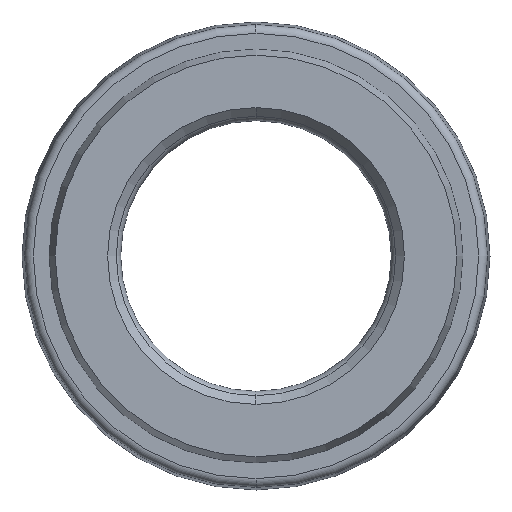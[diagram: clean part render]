
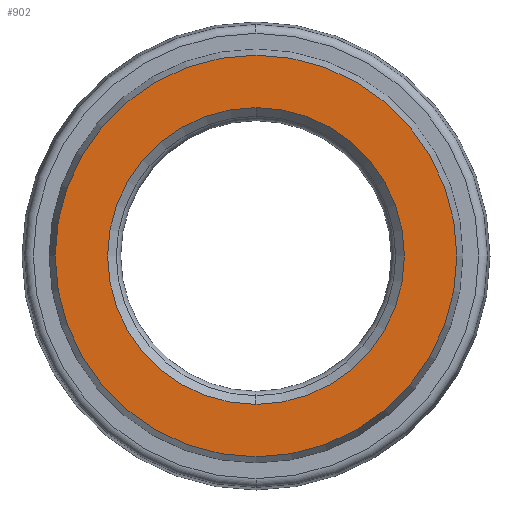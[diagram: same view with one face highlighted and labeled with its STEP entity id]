
A CAD part, left-side view. The second image highlights one B-rep face of the part: STEP entity #902.
In plain terms, the highlighted planar face has unit normal (-1, 0, 0).
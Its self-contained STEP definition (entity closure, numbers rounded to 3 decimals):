
#20 = AXIS2_PLACEMENT_3D ( 'NONE', #721, #747, #741 ) ;
#45 = AXIS2_PLACEMENT_3D ( 'NONE', #1011, #1018, #1014 ) ;
#54 = AXIS2_PLACEMENT_3D ( 'NONE', #1041, #1035, #1045 ) ;
#84 = AXIS2_PLACEMENT_3D ( 'NONE', #1044, #1039, #1040 ) ;
#85 = AXIS2_PLACEMENT_3D ( 'NONE', #427, #438, #447 ) ;
#88 = EDGE_CURVE ( 'NONE', #1076, #1096, #548, .T. ) ;
#99 = EDGE_CURVE ( 'NONE', #1104, #1093, #593, .T. ) ;
#115 = EDGE_CURVE ( 'NONE', #1096, #1076, #603, .T. ) ;
#141 = EDGE_CURVE ( 'NONE', #1093, #1104, #571, .T. ) ;
#427 = CARTESIAN_POINT ( 'NONE',  ( 0., 0., 0. ) ) ;
#438 = DIRECTION ( 'NONE',  ( -1., 0., 0. ) ) ;
#447 = DIRECTION ( 'NONE',  ( 0., 0., 1. ) ) ;
#485 = EDGE_LOOP ( 'NONE', ( #1135, #1066 ) ) ;
#489 = EDGE_LOOP ( 'NONE', ( #1056, #1053 ) ) ;
#548 = CIRCLE ( 'NONE', #84, 8.5 ) ;
#571 = CIRCLE ( 'NONE', #45, 11.5 ) ;
#593 = CIRCLE ( 'NONE', #85, 11.5 ) ;
#603 = CIRCLE ( 'NONE', #54, 8.5 ) ;
#667 = FACE_BOUND ( 'NONE', #485, .T. ) ;
#669 = FACE_OUTER_BOUND ( 'NONE', #489, .T. ) ;
#721 = CARTESIAN_POINT ( 'NONE',  ( 0., 8., 0. ) ) ;
#730 = PLANE ( 'NONE',  #20 ) ;
#741 = DIRECTION ( 'NONE',  ( 0., 0., -1. ) ) ;
#747 = DIRECTION ( 'NONE',  ( 1., 0., 0. ) ) ;
#788 = CARTESIAN_POINT ( 'NONE',  ( 0., 0., 11.5 ) ) ;
#794 = CARTESIAN_POINT ( 'NONE',  ( 0., 0., -11.5 ) ) ;
#813 = CARTESIAN_POINT ( 'NONE',  ( 0., 0., -8.5 ) ) ;
#815 = CARTESIAN_POINT ( 'NONE',  ( 0., 0., 8.5 ) ) ;
#902 = ADVANCED_FACE ( 'NONE', ( #667, #669 ), #730, .F. ) ;
#1011 = CARTESIAN_POINT ( 'NONE',  ( 0., 0., 0. ) ) ;
#1014 = DIRECTION ( 'NONE',  ( 0., 0., 1. ) ) ;
#1018 = DIRECTION ( 'NONE',  ( -1., 0., 0. ) ) ;
#1035 = DIRECTION ( 'NONE',  ( 1., 0., 0. ) ) ;
#1039 = DIRECTION ( 'NONE',  ( 1., 0., 0. ) ) ;
#1040 = DIRECTION ( 'NONE',  ( 0., 0., -1. ) ) ;
#1041 = CARTESIAN_POINT ( 'NONE',  ( 0., 0., 0. ) ) ;
#1044 = CARTESIAN_POINT ( 'NONE',  ( 0., 0., 0. ) ) ;
#1045 = DIRECTION ( 'NONE',  ( 0., 0., -1. ) ) ;
#1053 = ORIENTED_EDGE ( 'NONE', *, *, #99, .T. ) ;
#1056 = ORIENTED_EDGE ( 'NONE', *, *, #141, .T. ) ;
#1066 = ORIENTED_EDGE ( 'NONE', *, *, #88, .T. ) ;
#1076 = VERTEX_POINT ( 'NONE', #813 ) ;
#1093 = VERTEX_POINT ( 'NONE', #794 ) ;
#1096 = VERTEX_POINT ( 'NONE', #815 ) ;
#1104 = VERTEX_POINT ( 'NONE', #788 ) ;
#1135 = ORIENTED_EDGE ( 'NONE', *, *, #115, .T. ) ;
